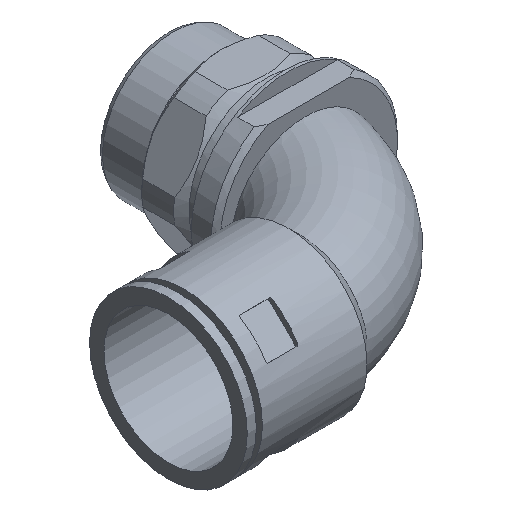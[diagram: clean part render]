
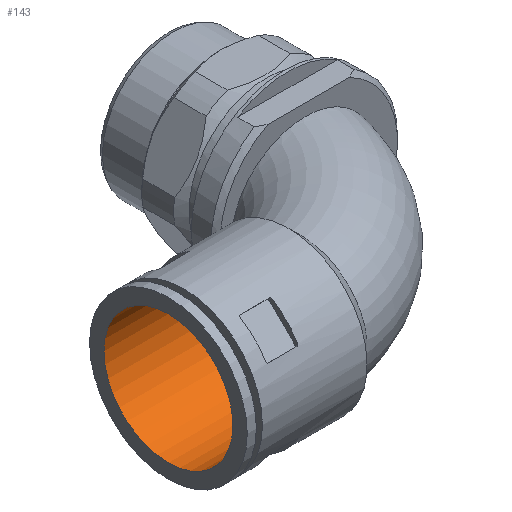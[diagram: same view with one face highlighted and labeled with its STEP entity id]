
A CAD part, isometric view. The second image highlights one B-rep face of the part: STEP entity #143.
In plain terms, the highlighted cylindrical face has radius 21.25 mm (diameter 42.5 mm), a full revolution.
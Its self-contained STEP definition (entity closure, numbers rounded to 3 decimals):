
#143 = ADVANCED_FACE( '', ( #346, #347 ), #348, .F. );
#346 = FACE_OUTER_BOUND( '', #587, .T. );
#347 = FACE_OUTER_BOUND( '', #588, .T. );
#348 = CYLINDRICAL_SURFACE( '', #589, 21.25 );
#587 = EDGE_LOOP( '', ( #1169 ) );
#588 = EDGE_LOOP( '', ( #1170 ) );
#589 = AXIS2_PLACEMENT_3D( '', #1171, #1172, #1173 );
#1169 = ORIENTED_EDGE( '', *, *, #1601, .T. );
#1170 = ORIENTED_EDGE( '', *, *, #1597, .F. );
#1171 = CARTESIAN_POINT( '', ( 37., 0., 0. ) );
#1172 = DIRECTION( '', ( -1., 0., 0. ) );
#1173 = DIRECTION( '', ( 0., 0., -1. ) );
#1597 = EDGE_CURVE( '', #1950, #1950, #1951, .T. );
#1601 = EDGE_CURVE( '', #1958, #1958, #1959, .T. );
#1950 = VERTEX_POINT( '', #3218 );
#1951 = CIRCLE( '', #3219, 21.25 );
#1958 = VERTEX_POINT( '', #3226 );
#1959 = CIRCLE( '', #3227, 21.25 );
#3218 = CARTESIAN_POINT( '', ( 0., 0., -21.25 ) );
#3219 = AXIS2_PLACEMENT_3D( '', #3582, #3583, #3584 );
#3226 = CARTESIAN_POINT( '', ( 37., 0., -21.25 ) );
#3227 = AXIS2_PLACEMENT_3D( '', #3594, #3595, #3596 );
#3582 = CARTESIAN_POINT( '', ( 0., 0., 0. ) );
#3583 = DIRECTION( '', ( 1., 0., 0. ) );
#3584 = DIRECTION( '', ( 0., 0., -1. ) );
#3594 = CARTESIAN_POINT( '', ( 37., 0., 0. ) );
#3595 = DIRECTION( '', ( 1., 0., 0. ) );
#3596 = DIRECTION( '', ( 0., 0., -1. ) );
